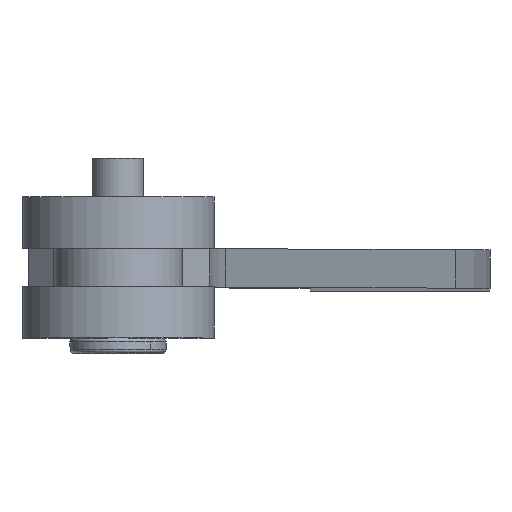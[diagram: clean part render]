
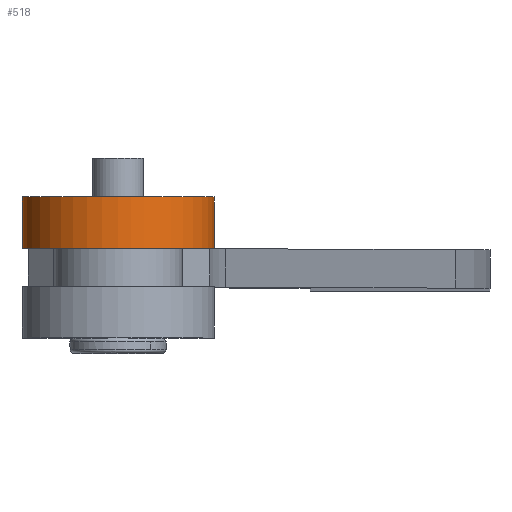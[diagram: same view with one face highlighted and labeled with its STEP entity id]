
A CAD part, top view. The second image highlights one B-rep face of the part: STEP entity #518.
In plain terms, the highlighted free-form (B-spline) face has degree [2, 1] with [7, 2] control points.
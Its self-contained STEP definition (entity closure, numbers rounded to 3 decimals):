
#416=CARTESIAN_POINT('',(-14.539,7.1,191.615));
#417=CARTESIAN_POINT('',(-14.513,7.1,191.828));
#418=CARTESIAN_POINT('',(-14.5,7.1,192.042));
#419=CARTESIAN_POINT('',(-14.042,7.1,199.528));
#420=CARTESIAN_POINT('',(-21.528,7.1,199.986));
#421=CARTESIAN_POINT('',(-29.014,7.1,200.444));
#422=CARTESIAN_POINT('',(-29.472,7.1,192.958));
#423=CARTESIAN_POINT('',(-14.539,2.898,191.615));
#424=CARTESIAN_POINT('',(-14.513,2.898,191.828));
#425=CARTESIAN_POINT('',(-14.5,2.898,192.042));
#426=CARTESIAN_POINT('',(-14.042,2.898,199.528));
#427=CARTESIAN_POINT('',(-21.528,2.898,199.986));
#428=CARTESIAN_POINT('',(-29.014,2.898,200.444));
#429=CARTESIAN_POINT('',(-29.472,2.898,192.958));
#437=(BOUNDED_SURFACE()B_SPLINE_SURFACE(2,1,((#416,#423),(#417,#424),(#418,#425),(#419,#426),(#420,#427),(#421,#428),(#422,#429)),.UNSPECIFIED.,.F.,.F.,.U.)B_SPLINE_SURFACE_WITH_KNOTS((3,2,2,3),(2,2),(0.0,0.497,12.923,25.35),(0.0,4.203),.UNSPECIFIED.)GEOMETRIC_REPRESENTATION_ITEM()RATIONAL_B_SPLINE_SURFACE(((0.978,0.978),(0.988,0.988),(1.0,1.0),(0.707,0.707),(1.0,1.0),(0.707,0.707),(1.0,1.0)))REPRESENTATION_ITEM('')SURFACE());
#438=CARTESIAN_POINT('',(-14.539,7.,191.615));
#439=VERTEX_POINT('',#438);
#440=CARTESIAN_POINT('',(-21.986,7.,200.));
#441=VERTEX_POINT('',#440);
#442=CARTESIAN_POINT('',(-14.539,7.,191.615));
#443=CARTESIAN_POINT('',(-14.486,7.,192.056));
#444=CARTESIAN_POINT('',(-14.486,7.,192.5));
#445=CARTESIAN_POINT('',(-14.486,7.,200.));
#446=CARTESIAN_POINT('',(-21.986,7.,200.));
#454=(BOUNDED_CURVE()B_SPLINE_CURVE(2,(#442,#443,#444,#445,#446),.UNSPECIFIED.,.F.,.U.)B_SPLINE_CURVE_WITH_KNOTS((3,2,3),(0.23,0.25,0.5),.UNSPECIFIED.)CURVE()GEOMETRIC_REPRESENTATION_ITEM()RATIONAL_B_SPLINE_CURVE((0.956,0.976,1.0,0.707,1.0))REPRESENTATION_ITEM(''));
#455=EDGE_CURVE('',#439,#441,#454,.T.);
#456=ORIENTED_EDGE('',*,*,#455,.T.);
#457=CARTESIAN_POINT('',(-29.472,7.,192.958));
#458=VERTEX_POINT('',#457);
#459=CARTESIAN_POINT('',(-21.986,7.,200.));
#460=CARTESIAN_POINT('',(-29.042,7.,200.));
#461=CARTESIAN_POINT('',(-29.472,7.,192.958));
#469=(BOUNDED_CURVE()B_SPLINE_CURVE(2,(#459,#460,#461),.UNSPECIFIED.,.F.,.U.)B_SPLINE_CURVE_WITH_KNOTS((3,3),(0.5,0.739),.UNSPECIFIED.)CURVE()GEOMETRIC_REPRESENTATION_ITEM()RATIONAL_B_SPLINE_CURVE((1.0,0.72,0.976))REPRESENTATION_ITEM(''));
#470=EDGE_CURVE('',#441,#458,#469,.T.);
#471=ORIENTED_EDGE('',*,*,#470,.T.);
#472=CARTESIAN_POINT('',(-29.472,3.,192.958));
#473=VERTEX_POINT('',#472);
#474=CARTESIAN_POINT('',(-29.472,7.,192.958));
#475=CARTESIAN_POINT('',(-29.472,3.,192.958));
#476=QUASI_UNIFORM_CURVE('',1,(#474,#475),.UNSPECIFIED.,.F.,.U.);
#477=EDGE_CURVE('',#458,#473,#476,.T.);
#478=ORIENTED_EDGE('',*,*,#477,.T.);
#479=CARTESIAN_POINT('',(-21.986,3.,200.));
#480=VERTEX_POINT('',#479);
#481=CARTESIAN_POINT('',(-21.986,3.,200.));
#482=CARTESIAN_POINT('',(-29.042,3.,200.));
#483=CARTESIAN_POINT('',(-29.472,3.,192.958));
#491=(BOUNDED_CURVE()B_SPLINE_CURVE(2,(#481,#482,#483),.UNSPECIFIED.,.F.,.U.)B_SPLINE_CURVE_WITH_KNOTS((3,3),(0.5,0.739),.UNSPECIFIED.)CURVE()GEOMETRIC_REPRESENTATION_ITEM()RATIONAL_B_SPLINE_CURVE((1.0,0.72,0.976))REPRESENTATION_ITEM(''));
#492=EDGE_CURVE('',#480,#473,#491,.T.);
#493=ORIENTED_EDGE('',*,*,#492,.F.);
#494=CARTESIAN_POINT('',(-14.539,3.,191.615));
#495=VERTEX_POINT('',#494);
#496=CARTESIAN_POINT('',(-14.539,3.,191.615));
#497=CARTESIAN_POINT('',(-14.486,3.,192.056));
#498=CARTESIAN_POINT('',(-14.486,3.,192.5));
#499=CARTESIAN_POINT('',(-14.486,3.,200.));
#500=CARTESIAN_POINT('',(-21.986,3.,200.));
#508=(BOUNDED_CURVE()B_SPLINE_CURVE(2,(#496,#497,#498,#499,#500),.UNSPECIFIED.,.F.,.U.)B_SPLINE_CURVE_WITH_KNOTS((3,2,3),(0.23,0.25,0.5),.UNSPECIFIED.)CURVE()GEOMETRIC_REPRESENTATION_ITEM()RATIONAL_B_SPLINE_CURVE((0.956,0.976,1.0,0.707,1.0))REPRESENTATION_ITEM(''));
#509=EDGE_CURVE('',#495,#480,#508,.T.);
#510=ORIENTED_EDGE('',*,*,#509,.F.);
#511=CARTESIAN_POINT('',(-14.539,7.,191.615));
#512=CARTESIAN_POINT('',(-14.539,3.,191.615));
#513=QUASI_UNIFORM_CURVE('',1,(#511,#512),.UNSPECIFIED.,.F.,.U.);
#514=EDGE_CURVE('',#439,#495,#513,.T.);
#515=ORIENTED_EDGE('',*,*,#514,.F.);
#516=EDGE_LOOP('',(#456,#471,#478,#493,#510,#515));
#517=FACE_OUTER_BOUND('',#516,.T.);
#518=ADVANCED_FACE('',(#517),#437,.T.);
